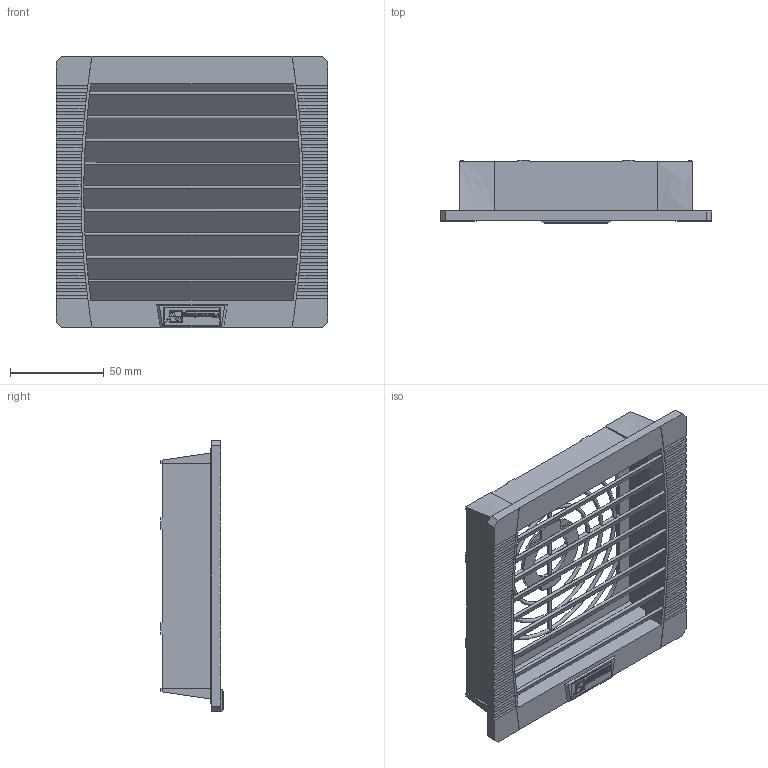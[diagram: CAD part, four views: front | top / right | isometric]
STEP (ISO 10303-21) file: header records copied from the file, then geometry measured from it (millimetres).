
FILE_DESCRIPTION (( 'STEP AP203' ), '1' );
FILE_NAME ('30163-972_PFA 20000_PDG.STEP', '2020-06-05T13:21:22', ( '' ), ( '' ), 'SwSTEP 2.0', 'SolidWorks 2018', '' );
FILE_SCHEMA (( 'CONFIG_CONTROL_DESIGN' ));
Length unit declared in the file: millimetre
Products named in the file (4): 30163-972_PFA 20000_PDG; Logo Clip PFANNENBERG; cover PF2x; housing PF2x
Assembly tree (3 placements, depth 2):
  30163-972_PFA 20000_PDG
    housing PF2x
    cover PF2x
    Logo Clip PFANNENBERG
Bounding box: 145 x 33.5 x 145 mm (x, y, z)
Volume: 112292.4 mm3; surface area: 126458.9 mm2
Topology: 3 solids, 3 shells, 1088 faces, 2957 edges, 1896 vertices
Faces by surface type: plane 603, bspline 238, cylinder 219, torus 18, cone 10
Full cylindrical faces by diameter (mm): 2 x21
Entity records: 46368 total; most frequent: CARTESIAN_POINT 20780, ORIENTED_EDGE 5812, DIRECTION 4146, EDGE_CURVE 2906, VERTEX_POINT 1890, VECTOR 1770, LINE 1770, EDGE_LOOP 1216
